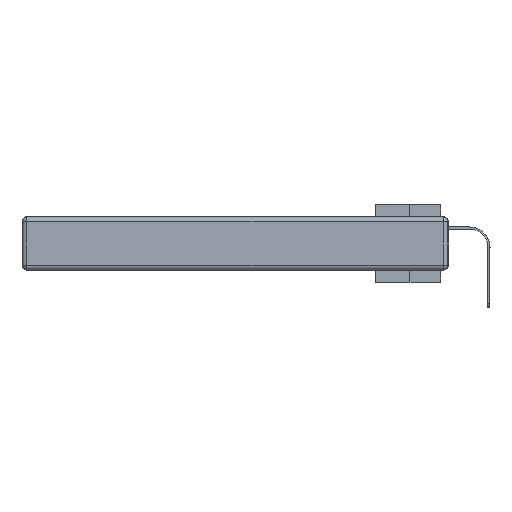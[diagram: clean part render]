
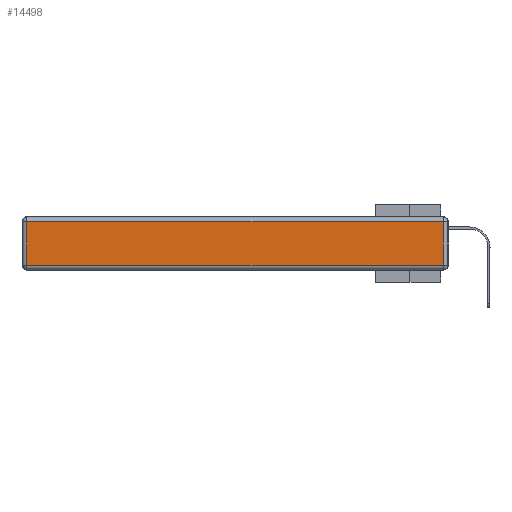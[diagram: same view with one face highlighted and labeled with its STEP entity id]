
A CAD part, left-side view. The second image highlights one B-rep face of the part: STEP entity #14498.
In plain terms, the highlighted planar face has unit normal (-1, 0, 0).
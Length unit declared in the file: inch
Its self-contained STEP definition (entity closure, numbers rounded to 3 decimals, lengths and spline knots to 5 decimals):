
#334 = FACE_OUTER_BOUND ( 'NONE', #13708, .T. ) ;
#1278 = VECTOR ( 'NONE', #5330, 39.37008 ) ;
#2715 = LINE ( 'NONE', #15790, #3501 ) ;
#3157 = EDGE_CURVE ( 'NONE', #34458, #30597, #17202, .T. ) ;
#3224 = ORIENTED_EDGE ( 'NONE', *, *, #26662, .T. ) ;
#3501 = VECTOR ( 'NONE', #6181, 39.37008 ) ;
#4259 = DIRECTION ( 'NONE',  ( 0., -1., 0. ) ) ;
#4861 = CARTESIAN_POINT ( 'NONE',  ( 0., 2.72, -0.313 ) ) ;
#5330 = DIRECTION ( 'NONE',  ( 0., 1., 0. ) ) ;
#6174 = ORIENTED_EDGE ( 'NONE', *, *, #3157, .T. ) ;
#6181 = DIRECTION ( 'NONE',  ( 0., 0., -1. ) ) ;
#8038 = CARTESIAN_POINT ( 'NONE',  ( 0., 0.03, -0.03 ) ) ;
#8920 = DIRECTION ( 'NONE',  ( 0., 0., 1. ) ) ;
#9320 = DIRECTION ( 'NONE',  ( -1., 0., 0. ) ) ;
#9589 = LINE ( 'NONE', #16523, #38108 ) ;
#11302 = ORIENTED_EDGE ( 'NONE', *, *, #36446, .T. ) ;
#13708 = EDGE_LOOP ( 'NONE', ( #18606, #3224, #6174, #11302 ) ) ;
#14382 = VECTOR ( 'NONE', #27450, 39.37008 ) ;
#14402 = LINE ( 'NONE', #26849, #14382 ) ;
#14498 = ADVANCED_FACE ( 'NONE', ( #334 ), #40347, .T. ) ;
#15790 = CARTESIAN_POINT ( 'NONE',  ( 0., 2.72, -0.343 ) ) ;
#16523 = CARTESIAN_POINT ( 'NONE',  ( 0., 0., -0.313 ) ) ;
#17202 = LINE ( 'NONE', #20255, #1278 ) ;
#17720 = AXIS2_PLACEMENT_3D ( 'NONE', #37092, #9320, #8920 ) ;
#18494 = CARTESIAN_POINT ( 'NONE',  ( 0., 2.72, -0.03 ) ) ;
#18606 = ORIENTED_EDGE ( 'NONE', *, *, #35705, .T. ) ;
#20255 = CARTESIAN_POINT ( 'NONE',  ( 0., 2.75, -0.03 ) ) ;
#26107 = VERTEX_POINT ( 'NONE', #4861 ) ;
#26662 = EDGE_CURVE ( 'NONE', #28426, #34458, #14402, .T. ) ;
#26849 = CARTESIAN_POINT ( 'NONE',  ( 0., 0.03, -0.343 ) ) ;
#27450 = DIRECTION ( 'NONE',  ( 0., 0., 1. ) ) ;
#28426 = VERTEX_POINT ( 'NONE', #39001 ) ;
#30597 = VERTEX_POINT ( 'NONE', #18494 ) ;
#34458 = VERTEX_POINT ( 'NONE', #8038 ) ;
#35705 = EDGE_CURVE ( 'NONE', #26107, #28426, #9589, .T. ) ;
#36446 = EDGE_CURVE ( 'NONE', #30597, #26107, #2715, .T. ) ;
#37092 = CARTESIAN_POINT ( 'NONE',  ( 0., 0., -0.343 ) ) ;
#38108 = VECTOR ( 'NONE', #4259, 39.37008 ) ;
#39001 = CARTESIAN_POINT ( 'NONE',  ( 0., 0.03, -0.313 ) ) ;
#40347 = PLANE ( 'NONE',  #17720 ) ;
